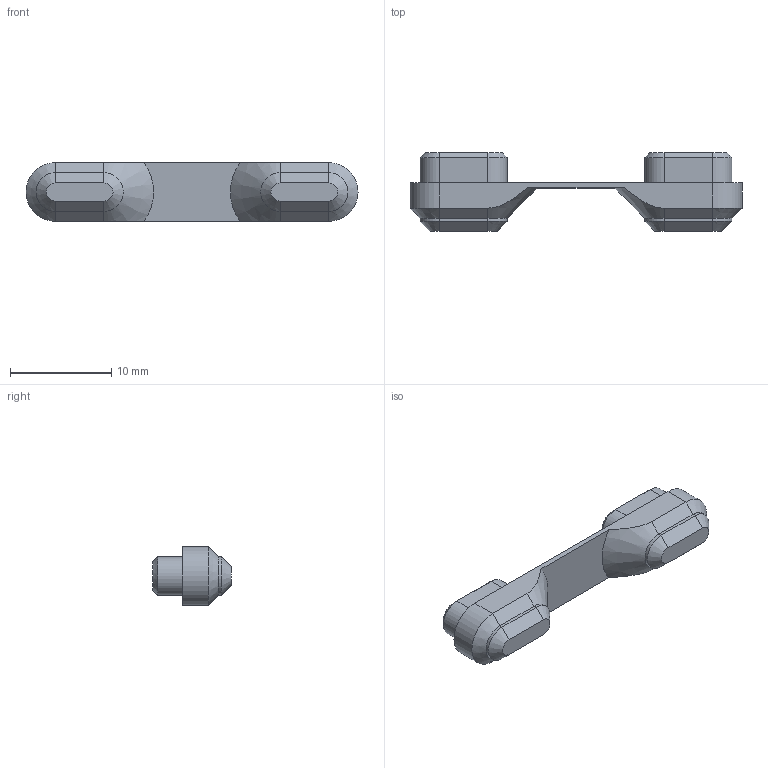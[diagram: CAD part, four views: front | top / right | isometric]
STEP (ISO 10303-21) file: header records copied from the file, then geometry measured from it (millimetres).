
FILE_DESCRIPTION (( 'STEP AP214' ), '1' );
FILE_NAME ('scout_V0_button_top.STEP', '2026-04-08T09:33:15', ( '' ), ( '' ), 'SwSTEP 2.0', 'SolidWorks 2024', '' );
FILE_SCHEMA (( 'AUTOMOTIVE_DESIGN' ));
Length unit declared in the file: millimetre
Products named in the file (1): scout_V0_button_top
Bounding box: 32.8 x 7.8 x 5.8 mm (x, y, z)
Volume: 649.2 mm3; surface area: 672.6 mm2
Topology: 1 solids, 1 shells, 50 faces, 110 edges, 64 vertices
Faces by surface type: plane 28, cone 12, cylinder 10
Entity records: 1395 total; most frequent: CARTESIAN_POINT 265, DIRECTION 238, ORIENTED_EDGE 220, EDGE_CURVE 110, AXIS2_PLACEMENT_3D 81, LINE 76, VECTOR 76, VERTEX_POINT 64
